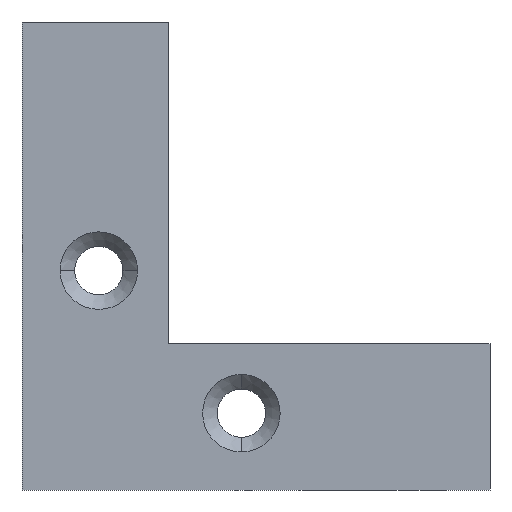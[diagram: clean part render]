
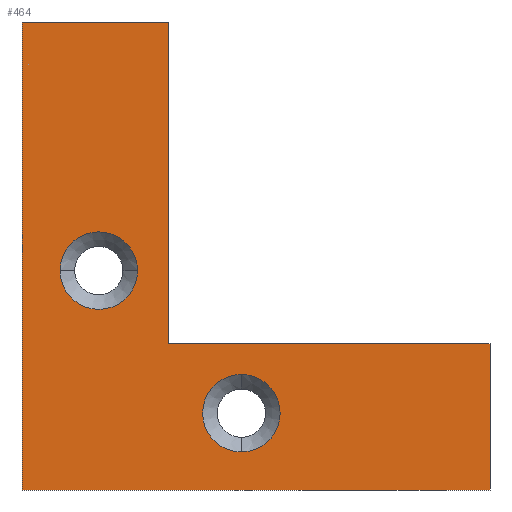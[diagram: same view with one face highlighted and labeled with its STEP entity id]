
A CAD part, front view. The second image highlights one B-rep face of the part: STEP entity #464.
In plain terms, the highlighted planar face has unit normal (0, -1, 0).
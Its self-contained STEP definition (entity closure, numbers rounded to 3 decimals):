
#153=CARTESIAN_POINT('Vertex',(22.,-8.,0.)) ;
#156=CARTESIAN_POINT('Line Origine',(22.,-8.,-5.)) ;
#160=CARTESIAN_POINT('Vertex',(22.,-8.,-10.)) ;
#184=CARTESIAN_POINT('Vertex',(-10.,-8.,22.)) ;
#187=CARTESIAN_POINT('Line Origine',(-5.,-8.,22.)) ;
#191=CARTESIAN_POINT('Vertex',(0.,-8.,22.)) ;
#211=CARTESIAN_POINT('Line Origine',(0.,-8.,11.)) ;
#215=CARTESIAN_POINT('Vertex',(0.,-8.,0.)) ;
#253=CARTESIAN_POINT('Line Origine',(11.,-8.,0.)) ;
#335=CARTESIAN_POINT('Vertex',(5.,-8.,-7.4)) ;
#342=CARTESIAN_POINT('Vertex',(5.,-8.,-2.1)) ;
#345=CARTESIAN_POINT('Axis2P3D Location',(5.,-8.,-4.75)) ;
#362=CARTESIAN_POINT('Axis2P3D Location',(5.,-8.,-4.75)) ;
#417=CARTESIAN_POINT('Axis2P3D Location',(0.,-8.,0.)) ;
#422=CARTESIAN_POINT('Line Origine',(-10.,-8.,6.)) ;
#426=CARTESIAN_POINT('Vertex',(-10.,-8.,-10.)) ;
#429=CARTESIAN_POINT('Line Origine',(6.,-8.,-10.)) ;
#442=CARTESIAN_POINT('Axis2P3D Location',(-4.75,-8.,5.)) ;
#446=CARTESIAN_POINT('Vertex',(-7.4,-8.,5.)) ;
#448=CARTESIAN_POINT('Vertex',(-2.1,-8.,5.)) ;
#451=CARTESIAN_POINT('Axis2P3D Location',(-4.75,-8.,5.)) ;
#157=DIRECTION('Vector Direction',(0.,0.,1.)) ;
#188=DIRECTION('Vector Direction',(-1.,0.,0.)) ;
#212=DIRECTION('Vector Direction',(0.,0.,1.)) ;
#254=DIRECTION('Vector Direction',(-1.,0.,0.)) ;
#346=DIRECTION('Axis2P3D Direction',(0.,1.,0.)) ;
#363=DIRECTION('Axis2P3D Direction',(0.,1.,0.)) ;
#418=DIRECTION('Axis2P3D Direction',(0.,1.,0.)) ;
#419=DIRECTION('Axis2P3D XDirection',(0.,0.,1.)) ;
#423=DIRECTION('Vector Direction',(0.,0.,-1.)) ;
#430=DIRECTION('Vector Direction',(1.,0.,0.)) ;
#443=DIRECTION('Axis2P3D Direction',(0.,1.,0.)) ;
#452=DIRECTION('Axis2P3D Direction',(0.,1.,0.)) ;
#347=AXIS2_PLACEMENT_3D('Circle Axis2P3D',#345,#346,$) ;
#364=AXIS2_PLACEMENT_3D('Circle Axis2P3D',#362,#363,$) ;
#420=AXIS2_PLACEMENT_3D('Plane Axis2P3D',#417,#418,#419) ;
#444=AXIS2_PLACEMENT_3D('Circle Axis2P3D',#442,#443,$) ;
#453=AXIS2_PLACEMENT_3D('Circle Axis2P3D',#451,#452,$) ;
#435=ORIENTED_EDGE('',*,*,#257,.F.) ;
#436=ORIENTED_EDGE('',*,*,#217,.F.) ;
#437=ORIENTED_EDGE('',*,*,#193,.F.) ;
#438=ORIENTED_EDGE('',*,*,#428,.F.) ;
#439=ORIENTED_EDGE('',*,*,#433,.F.) ;
#440=ORIENTED_EDGE('',*,*,#162,.F.) ;
#457=ORIENTED_EDGE('',*,*,#450,.T.) ;
#458=ORIENTED_EDGE('',*,*,#455,.T.) ;
#461=ORIENTED_EDGE('',*,*,#349,.T.) ;
#462=ORIENTED_EDGE('',*,*,#366,.T.) ;
#459=FACE_BOUND('',#456,.T.) ;
#463=FACE_BOUND('',#460,.T.) ;
#158=VECTOR('Line Direction',#157,1.) ;
#189=VECTOR('Line Direction',#188,1.) ;
#213=VECTOR('Line Direction',#212,1.) ;
#255=VECTOR('Line Direction',#254,1.) ;
#424=VECTOR('Line Direction',#423,1.) ;
#431=VECTOR('Line Direction',#430,1.) ;
#464=ADVANCED_FACE('Corps principal',(#441,#459,#463),#421,.F.) ;
#348=CIRCLE('generated circle',#347,2.65) ;
#365=CIRCLE('generated circle',#364,2.65) ;
#445=CIRCLE('generated circle',#444,2.65) ;
#454=CIRCLE('generated circle',#453,2.65) ;
#162=EDGE_CURVE('',#154,#161,#159,.F.) ;
#193=EDGE_CURVE('',#185,#192,#190,.F.) ;
#217=EDGE_CURVE('',#192,#216,#214,.F.) ;
#257=EDGE_CURVE('',#216,#154,#256,.F.) ;
#349=EDGE_CURVE('',#336,#343,#348,.T.) ;
#366=EDGE_CURVE('',#343,#336,#365,.T.) ;
#428=EDGE_CURVE('',#427,#185,#425,.F.) ;
#433=EDGE_CURVE('',#161,#427,#432,.F.) ;
#450=EDGE_CURVE('',#447,#449,#445,.T.) ;
#455=EDGE_CURVE('',#449,#447,#454,.T.) ;
#434=EDGE_LOOP('',(#435,#436,#437,#438,#439,#440)) ;
#456=EDGE_LOOP('',(#457,#458)) ;
#460=EDGE_LOOP('',(#461,#462)) ;
#441=FACE_OUTER_BOUND('',#434,.T.) ;
#159=LINE('Line',#156,#158) ;
#190=LINE('Line',#187,#189) ;
#214=LINE('Line',#211,#213) ;
#256=LINE('Line',#253,#255) ;
#425=LINE('Line',#422,#424) ;
#432=LINE('Line',#429,#431) ;
#421=PLANE('Plane',#420) ;
#154=VERTEX_POINT('',#153) ;
#161=VERTEX_POINT('',#160) ;
#185=VERTEX_POINT('',#184) ;
#192=VERTEX_POINT('',#191) ;
#216=VERTEX_POINT('',#215) ;
#336=VERTEX_POINT('',#335) ;
#343=VERTEX_POINT('',#342) ;
#427=VERTEX_POINT('',#426) ;
#447=VERTEX_POINT('',#446) ;
#449=VERTEX_POINT('',#448) ;
